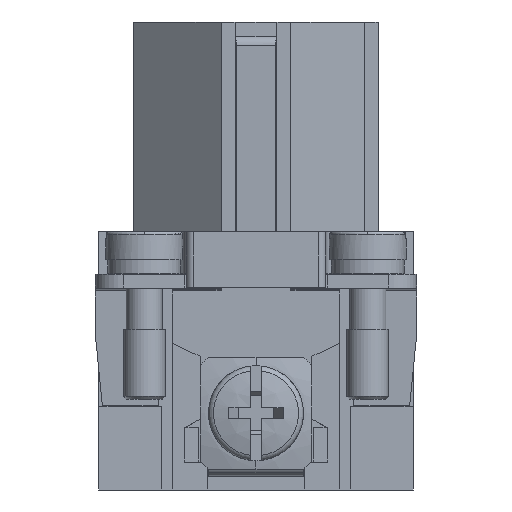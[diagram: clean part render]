
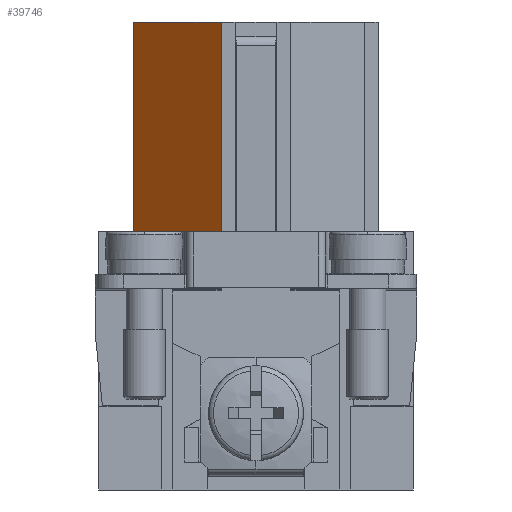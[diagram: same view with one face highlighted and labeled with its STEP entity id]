
A CAD part, left-side view. The second image highlights one B-rep face of the part: STEP entity #39746.
In plain terms, the highlighted planar face has unit normal (-0.736, 0.677, 0).
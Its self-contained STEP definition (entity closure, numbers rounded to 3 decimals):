
#17612=CARTESIAN_POINT('',(-19.25,2.5,0.0));
#17613=VERTEX_POINT('',#17612);
#17620=CARTESIAN_POINT('',(-13.5,8.75,0.0));
#17621=VERTEX_POINT('',#17620);
#17622=CARTESIAN_POINT('',(-19.25,2.5,0.0));
#17623=DIRECTION('',(0.677,0.736,0.0));
#17624=VECTOR('',#17623,8.493);
#17625=LINE('',#17622,#17624);
#17626=EDGE_CURVE('',#17613,#17621,#17625,.T.);
#21199=CARTESIAN_POINT('',(-13.5,8.75,15.0));
#21200=VERTEX_POINT('',#21199);
#21207=CARTESIAN_POINT('',(-19.25,2.5,15.0));
#21208=VERTEX_POINT('',#21207);
#21209=CARTESIAN_POINT('',(-19.25,2.5,15.0));
#21210=DIRECTION('',(0.677,0.736,0.0));
#21211=VECTOR('',#21210,8.493);
#21212=LINE('',#21209,#21211);
#21213=EDGE_CURVE('',#21208,#21200,#21212,.T.);
#39719=CARTESIAN_POINT('',(-19.25,2.5,0.0));
#39720=DIRECTION('',(0.0,0.0,1.0));
#39721=VECTOR('',#39720,15.0);
#39722=LINE('',#39719,#39721);
#39723=EDGE_CURVE('',#17613,#21208,#39722,.T.);
#39730=CARTESIAN_POINT('',(-19.25,2.5,0.0));
#39731=DIRECTION('',(-0.736,0.677,0.0));
#39732=DIRECTION('',(0.0,0.0,1.0));
#39733=AXIS2_PLACEMENT_3D('',#39730,#39731,#39732);
#39734=PLANE('',#39733);
#39735=ORIENTED_EDGE('',*,*,#21213,.T.);
#39736=CARTESIAN_POINT('',(-13.5,8.75,0.0));
#39737=DIRECTION('',(0.0,0.0,1.0));
#39738=VECTOR('',#39737,15.0);
#39739=LINE('',#39736,#39738);
#39740=EDGE_CURVE('',#17621,#21200,#39739,.T.);
#39741=ORIENTED_EDGE('',*,*,#39740,.F.);
#39742=ORIENTED_EDGE('',*,*,#17626,.F.);
#39743=ORIENTED_EDGE('',*,*,#39723,.T.);
#39744=EDGE_LOOP('',(#39735,#39741,#39742,#39743));
#39745=FACE_OUTER_BOUND('',#39744,.T.);
#39746=ADVANCED_FACE('',(#39745),#39734,.T.);
